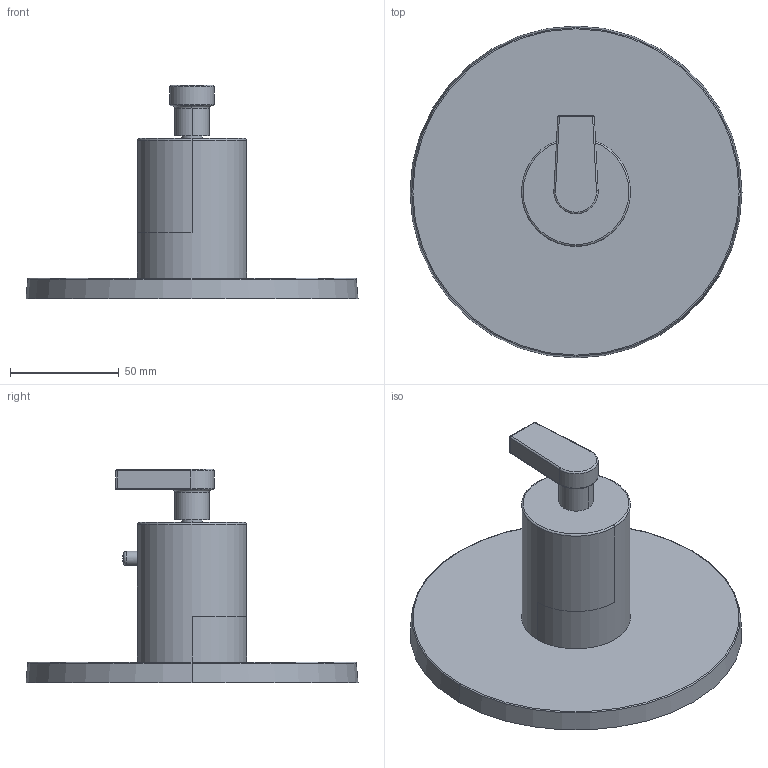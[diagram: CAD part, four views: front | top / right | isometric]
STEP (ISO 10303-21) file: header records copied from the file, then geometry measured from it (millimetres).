
FILE_DESCRIPTION((''),'2;1');
FILE_NAME('3-2974TR','2020-12-04T13:22:27',('jinson.thomas'),(''),'CREO PARAMETRIC BY PTC INC, 2018400','CREO PARAMETRIC BY PTC INC, 2018400','');
FILE_SCHEMA(('CONFIG_CONTROL_DESIGN'));
Length unit declared in the file: inch
Products named in the file (1): 3-2974TR
Bounding box: 152.4 x 152.4 x 98.07 mm (x, y, z)
Volume: 308553.9 mm3; surface area: 53930.2 mm2
Topology: 1 solids, 1 shells, 44 faces, 93 edges, 53 vertices
Faces by surface type: cylinder 17, torus 10, plane 9, sphere 6, cone 2
Entity records: 1281 total; most frequent: CARTESIAN_POINT 264, DIRECTION 235, ORIENTED_EDGE 182, AXIS2_PLACEMENT_3D 102, EDGE_CURVE 91, CIRCLE 58, VERTEX_POINT 53, EDGE_LOOP 48
